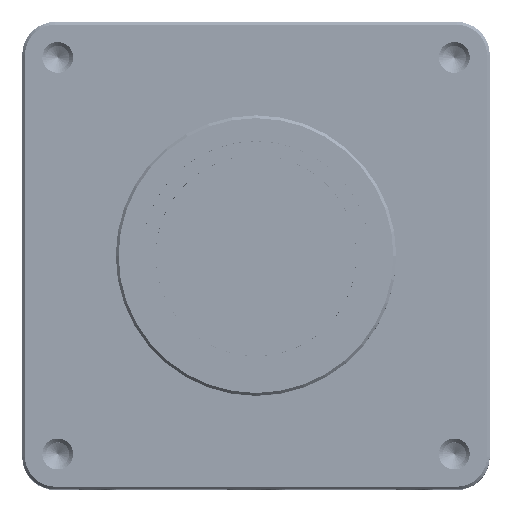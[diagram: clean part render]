
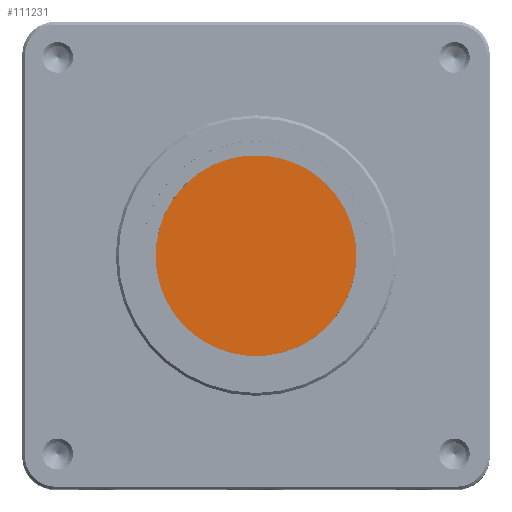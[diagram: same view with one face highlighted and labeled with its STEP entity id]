
A CAD part, top view. The second image highlights one B-rep face of the part: STEP entity #111231.
In plain terms, the highlighted planar face has unit normal (0, 0, 1).
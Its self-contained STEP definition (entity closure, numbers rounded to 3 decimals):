
#2261 = EDGE_CURVE ( 'NONE', #144252, #125085, #114630, .T. ) ;
#3761 = DIRECTION ( 'NONE',  ( 0., 0., 1. ) ) ;
#12663 = CARTESIAN_POINT ( 'NONE',  ( -11.9, 0., 0.5 ) ) ;
#13735 = CARTESIAN_POINT ( 'NONE',  ( 0., 0., 0.5 ) ) ;
#16651 = AXIS2_PLACEMENT_3D ( 'NONE', #133777, #3761, #148577 ) ;
#17930 = PLANE ( 'NONE',  #16651 ) ;
#23616 = DIRECTION ( 'NONE',  ( 0., 0., 1. ) ) ;
#28713 = EDGE_LOOP ( 'NONE', ( #148407, #39589 ) ) ;
#34444 = CIRCLE ( 'NONE', #105977, 11.9 ) ;
#39589 = ORIENTED_EDGE ( 'NONE', *, *, #123492, .T. ) ;
#73640 = CARTESIAN_POINT ( 'NONE',  ( 11.9, 0., 0.5 ) ) ;
#73919 = DIRECTION ( 'NONE',  ( 1., 0., 0. ) ) ;
#80485 = DIRECTION ( 'NONE',  ( 0., 0., 1. ) ) ;
#94398 = FACE_OUTER_BOUND ( 'NONE', #28713, .T. ) ;
#105977 = AXIS2_PLACEMENT_3D ( 'NONE', #13735, #80485, #146009 ) ;
#111231 = ADVANCED_FACE ( 'NONE', ( #94398 ), #17930, .T. ) ;
#114630 = CIRCLE ( 'NONE', #134100, 11.9 ) ;
#123492 = EDGE_CURVE ( 'NONE', #125085, #144252, #34444, .T. ) ;
#125085 = VERTEX_POINT ( 'NONE', #73640 ) ;
#133777 = CARTESIAN_POINT ( 'NONE',  ( 0., 0., 0.5 ) ) ;
#134100 = AXIS2_PLACEMENT_3D ( 'NONE', #139433, #23616, #73919 ) ;
#139433 = CARTESIAN_POINT ( 'NONE',  ( 0., 0., 0.5 ) ) ;
#144252 = VERTEX_POINT ( 'NONE', #12663 ) ;
#146009 = DIRECTION ( 'NONE',  ( 1., 0., 0. ) ) ;
#148407 = ORIENTED_EDGE ( 'NONE', *, *, #2261, .T. ) ;
#148577 = DIRECTION ( 'NONE',  ( 1., 0., 0. ) ) ;
